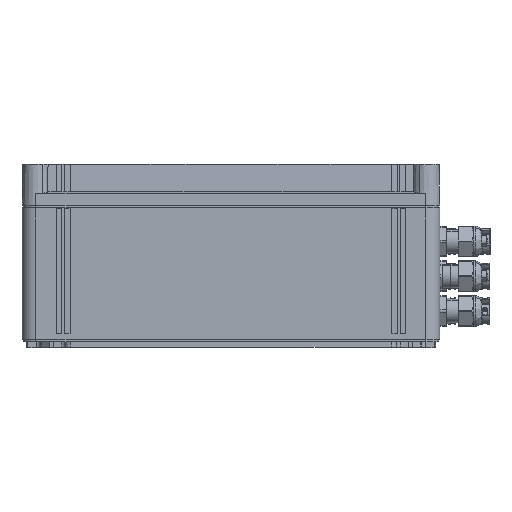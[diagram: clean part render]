
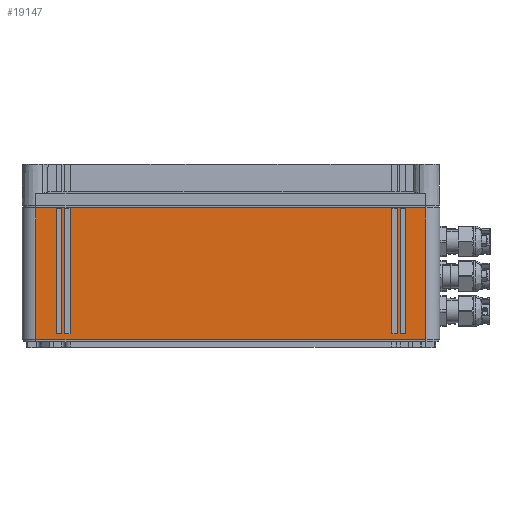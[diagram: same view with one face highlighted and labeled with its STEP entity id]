
A CAD part, left-side view. The second image highlights one B-rep face of the part: STEP entity #19147.
In plain terms, the highlighted planar face has unit normal (-1, 0, 0).
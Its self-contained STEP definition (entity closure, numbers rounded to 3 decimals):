
#19103=AXIS2_PLACEMENT_3D('Plane Axis2P3D',#19100,#19101,#19102) ;
#18027=CARTESIAN_POINT('Vertex',(0.,305.525,100.356)) ;
#18034=CARTESIAN_POINT('Vertex',(0.,301.525,100.356)) ;
#18037=CARTESIAN_POINT('Line Origine',(0.,303.525,100.356)) ;
#18055=CARTESIAN_POINT('Line Origine',(0.,305.525,55.178)) ;
#18059=CARTESIAN_POINT('Vertex',(0.,305.525,10.)) ;
#18079=CARTESIAN_POINT('Vertex',(0.,301.525,10.)) ;
#18082=CARTESIAN_POINT('Line Origine',(0.,303.525,10.)) ;
#18100=CARTESIAN_POINT('Line Origine',(0.,301.525,55.178)) ;
#18122=CARTESIAN_POINT('Vertex',(0.,64.525,100.356)) ;
#18129=CARTESIAN_POINT('Vertex',(0.,60.525,100.356)) ;
#18132=CARTESIAN_POINT('Line Origine',(0.,62.525,100.356)) ;
#18150=CARTESIAN_POINT('Line Origine',(0.,64.525,55.178)) ;
#18154=CARTESIAN_POINT('Vertex',(0.,64.525,10.)) ;
#18179=CARTESIAN_POINT('Vertex',(0.,60.525,10.)) ;
#18182=CARTESIAN_POINT('Line Origine',(0.,62.525,10.)) ;
#18200=CARTESIAN_POINT('Line Origine',(0.,60.525,55.178)) ;
#18217=CARTESIAN_POINT('Vertex',(0.,311.525,100.356)) ;
#18224=CARTESIAN_POINT('Vertex',(0.,307.525,100.356)) ;
#18227=CARTESIAN_POINT('Line Origine',(0.,309.525,100.356)) ;
#18245=CARTESIAN_POINT('Line Origine',(0.,311.525,55.178)) ;
#18249=CARTESIAN_POINT('Vertex',(0.,311.525,10.)) ;
#18269=CARTESIAN_POINT('Vertex',(0.,307.525,10.)) ;
#18272=CARTESIAN_POINT('Line Origine',(0.,309.525,10.)) ;
#18290=CARTESIAN_POINT('Line Origine',(0.,307.525,55.178)) ;
#18307=CARTESIAN_POINT('Vertex',(0.,70.525,100.356)) ;
#18314=CARTESIAN_POINT('Vertex',(0.,66.525,100.356)) ;
#18317=CARTESIAN_POINT('Line Origine',(0.,68.525,100.356)) ;
#18335=CARTESIAN_POINT('Line Origine',(0.,70.525,55.178)) ;
#18339=CARTESIAN_POINT('Vertex',(0.,70.525,10.)) ;
#18359=CARTESIAN_POINT('Vertex',(0.,66.525,10.)) ;
#18362=CARTESIAN_POINT('Line Origine',(0.,68.525,10.)) ;
#18380=CARTESIAN_POINT('Line Origine',(0.,66.525,55.178)) ;
#18751=CARTESIAN_POINT('Line Origine',(0.,326.025,106.)) ;
#18755=CARTESIAN_POINT('Vertex',(0.,326.025,100.5)) ;
#18757=CARTESIAN_POINT('Vertex',(0.,326.025,6.)) ;
#19070=CARTESIAN_POINT('Vertex',(0.,46.025,6.)) ;
#19073=CARTESIAN_POINT('Line Origine',(0.,186.025,6.)) ;
#19100=CARTESIAN_POINT('Axis2P3D Location',(0.,46.025,106.)) ;
#19105=CARTESIAN_POINT('Line Origine',(0.,46.025,53.25)) ;
#19109=CARTESIAN_POINT('Vertex',(0.,46.025,100.5)) ;
#19112=CARTESIAN_POINT('Line Origine',(0.,186.025,100.5)) ;
#18038=DIRECTION('Vector Direction',(0.,1.,0.)) ;
#18056=DIRECTION('Vector Direction',(0.,0.,1.)) ;
#18083=DIRECTION('Vector Direction',(0.,1.,0.)) ;
#18101=DIRECTION('Vector Direction',(0.,0.,-1.)) ;
#18133=DIRECTION('Vector Direction',(0.,1.,0.)) ;
#18151=DIRECTION('Vector Direction',(0.,0.,1.)) ;
#18183=DIRECTION('Vector Direction',(0.,1.,0.)) ;
#18201=DIRECTION('Vector Direction',(0.,0.,-1.)) ;
#18228=DIRECTION('Vector Direction',(0.,1.,0.)) ;
#18246=DIRECTION('Vector Direction',(0.,0.,1.)) ;
#18273=DIRECTION('Vector Direction',(0.,1.,0.)) ;
#18291=DIRECTION('Vector Direction',(0.,0.,-1.)) ;
#18318=DIRECTION('Vector Direction',(0.,1.,0.)) ;
#18336=DIRECTION('Vector Direction',(0.,0.,1.)) ;
#18363=DIRECTION('Vector Direction',(0.,1.,0.)) ;
#18381=DIRECTION('Vector Direction',(0.,0.,-1.)) ;
#18752=DIRECTION('Vector Direction',(0.,0.,-1.)) ;
#19074=DIRECTION('Vector Direction',(0.,1.,0.)) ;
#19101=DIRECTION('Axis2P3D Direction',(-1.,0.,0.)) ;
#19102=DIRECTION('Axis2P3D XDirection',(0.,1.,0.)) ;
#19106=DIRECTION('Vector Direction',(0.,0.,-1.)) ;
#19113=DIRECTION('Vector Direction',(0.,-1.,0.)) ;
#18039=VECTOR('Line Direction',#18038,1.) ;
#18057=VECTOR('Line Direction',#18056,1.) ;
#18084=VECTOR('Line Direction',#18083,1.) ;
#18102=VECTOR('Line Direction',#18101,1.) ;
#18134=VECTOR('Line Direction',#18133,1.) ;
#18152=VECTOR('Line Direction',#18151,1.) ;
#18184=VECTOR('Line Direction',#18183,1.) ;
#18202=VECTOR('Line Direction',#18201,1.) ;
#18229=VECTOR('Line Direction',#18228,1.) ;
#18247=VECTOR('Line Direction',#18246,1.) ;
#18274=VECTOR('Line Direction',#18273,1.) ;
#18292=VECTOR('Line Direction',#18291,1.) ;
#18319=VECTOR('Line Direction',#18318,1.) ;
#18337=VECTOR('Line Direction',#18336,1.) ;
#18364=VECTOR('Line Direction',#18363,1.) ;
#18382=VECTOR('Line Direction',#18381,1.) ;
#18753=VECTOR('Line Direction',#18752,1.) ;
#19075=VECTOR('Line Direction',#19074,1.) ;
#19107=VECTOR('Line Direction',#19106,1.) ;
#19114=VECTOR('Line Direction',#19113,1.) ;
#19118=ORIENTED_EDGE('',*,*,#19111,.F.) ;
#19119=ORIENTED_EDGE('',*,*,#19116,.F.) ;
#19120=ORIENTED_EDGE('',*,*,#18759,.T.) ;
#19121=ORIENTED_EDGE('',*,*,#19077,.F.) ;
#19124=ORIENTED_EDGE('',*,*,#18384,.T.) ;
#19125=ORIENTED_EDGE('',*,*,#18366,.T.) ;
#19126=ORIENTED_EDGE('',*,*,#18341,.T.) ;
#19127=ORIENTED_EDGE('',*,*,#18321,.F.) ;
#19130=ORIENTED_EDGE('',*,*,#18294,.T.) ;
#19131=ORIENTED_EDGE('',*,*,#18276,.T.) ;
#19132=ORIENTED_EDGE('',*,*,#18251,.T.) ;
#19133=ORIENTED_EDGE('',*,*,#18231,.F.) ;
#19136=ORIENTED_EDGE('',*,*,#18204,.T.) ;
#19137=ORIENTED_EDGE('',*,*,#18186,.T.) ;
#19138=ORIENTED_EDGE('',*,*,#18156,.T.) ;
#19139=ORIENTED_EDGE('',*,*,#18136,.F.) ;
#19142=ORIENTED_EDGE('',*,*,#18104,.T.) ;
#19143=ORIENTED_EDGE('',*,*,#18086,.T.) ;
#19144=ORIENTED_EDGE('',*,*,#18061,.T.) ;
#19145=ORIENTED_EDGE('',*,*,#18041,.F.) ;
#19128=FACE_BOUND('',#19123,.T.) ;
#19134=FACE_BOUND('',#19129,.T.) ;
#19140=FACE_BOUND('',#19135,.T.) ;
#19146=FACE_BOUND('',#19141,.T.) ;
#19147=ADVANCED_FACE('PVN',(#19122,#19128,#19134,#19140,#19146),#19104,.T.) ;
#18041=EDGE_CURVE('',#18035,#18028,#18040,.T.) ;
#18061=EDGE_CURVE('',#18060,#18028,#18058,.T.) ;
#18086=EDGE_CURVE('',#18080,#18060,#18085,.T.) ;
#18104=EDGE_CURVE('',#18035,#18080,#18103,.T.) ;
#18136=EDGE_CURVE('',#18130,#18123,#18135,.T.) ;
#18156=EDGE_CURVE('',#18155,#18123,#18153,.T.) ;
#18186=EDGE_CURVE('',#18180,#18155,#18185,.T.) ;
#18204=EDGE_CURVE('',#18130,#18180,#18203,.T.) ;
#18231=EDGE_CURVE('',#18225,#18218,#18230,.T.) ;
#18251=EDGE_CURVE('',#18250,#18218,#18248,.T.) ;
#18276=EDGE_CURVE('',#18270,#18250,#18275,.T.) ;
#18294=EDGE_CURVE('',#18225,#18270,#18293,.T.) ;
#18321=EDGE_CURVE('',#18315,#18308,#18320,.T.) ;
#18341=EDGE_CURVE('',#18340,#18308,#18338,.T.) ;
#18366=EDGE_CURVE('',#18360,#18340,#18365,.T.) ;
#18384=EDGE_CURVE('',#18315,#18360,#18383,.T.) ;
#18759=EDGE_CURVE('',#18756,#18758,#18754,.T.) ;
#19077=EDGE_CURVE('',#19071,#18758,#19076,.T.) ;
#19111=EDGE_CURVE('',#19110,#19071,#19108,.T.) ;
#19116=EDGE_CURVE('',#18756,#19110,#19115,.T.) ;
#19117=EDGE_LOOP('',(#19118,#19119,#19120,#19121)) ;
#19123=EDGE_LOOP('',(#19124,#19125,#19126,#19127)) ;
#19129=EDGE_LOOP('',(#19130,#19131,#19132,#19133)) ;
#19135=EDGE_LOOP('',(#19136,#19137,#19138,#19139)) ;
#19141=EDGE_LOOP('',(#19142,#19143,#19144,#19145)) ;
#19122=FACE_OUTER_BOUND('',#19117,.T.) ;
#18040=LINE('Line',#18037,#18039) ;
#18058=LINE('Line',#18055,#18057) ;
#18085=LINE('Line',#18082,#18084) ;
#18103=LINE('Line',#18100,#18102) ;
#18135=LINE('Line',#18132,#18134) ;
#18153=LINE('Line',#18150,#18152) ;
#18185=LINE('Line',#18182,#18184) ;
#18203=LINE('Line',#18200,#18202) ;
#18230=LINE('Line',#18227,#18229) ;
#18248=LINE('Line',#18245,#18247) ;
#18275=LINE('Line',#18272,#18274) ;
#18293=LINE('Line',#18290,#18292) ;
#18320=LINE('Line',#18317,#18319) ;
#18338=LINE('Line',#18335,#18337) ;
#18365=LINE('Line',#18362,#18364) ;
#18383=LINE('Line',#18380,#18382) ;
#18754=LINE('Line',#18751,#18753) ;
#19076=LINE('Line',#19073,#19075) ;
#19108=LINE('Line',#19105,#19107) ;
#19115=LINE('Line',#19112,#19114) ;
#19104=PLANE('',#19103) ;
#18028=VERTEX_POINT('',#18027) ;
#18035=VERTEX_POINT('',#18034) ;
#18060=VERTEX_POINT('',#18059) ;
#18080=VERTEX_POINT('',#18079) ;
#18123=VERTEX_POINT('',#18122) ;
#18130=VERTEX_POINT('',#18129) ;
#18155=VERTEX_POINT('',#18154) ;
#18180=VERTEX_POINT('',#18179) ;
#18218=VERTEX_POINT('',#18217) ;
#18225=VERTEX_POINT('',#18224) ;
#18250=VERTEX_POINT('',#18249) ;
#18270=VERTEX_POINT('',#18269) ;
#18308=VERTEX_POINT('',#18307) ;
#18315=VERTEX_POINT('',#18314) ;
#18340=VERTEX_POINT('',#18339) ;
#18360=VERTEX_POINT('',#18359) ;
#18756=VERTEX_POINT('',#18755) ;
#18758=VERTEX_POINT('',#18757) ;
#19071=VERTEX_POINT('',#19070) ;
#19110=VERTEX_POINT('',#19109) ;
